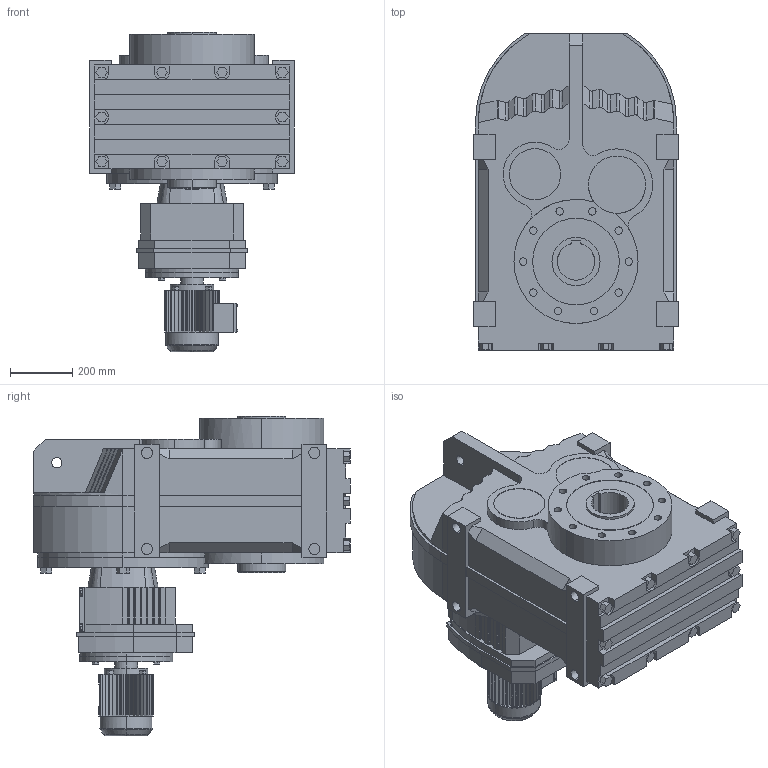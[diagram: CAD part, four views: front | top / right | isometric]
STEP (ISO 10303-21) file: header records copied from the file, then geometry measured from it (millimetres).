
FILE_DESCRIPTION(('Open CASCADE Model'),'2;1');
FILE_NAME('Open CASCADE Shape Model','2019-08-22T18:57:19',('Author'),( 'Open CASCADE'),'Open CASCADE STEP processor 6.3','Open CASCADE 6.3' ,'Unknown');
FILE_SCHEMA(('AUTOMOTIVE_DESIGN_CC2 { 1 2 10303 214 -1 1 5 4 }'));
Length unit declared in the file: millimetre
Products named in the file (5): 1_FA157R97-Y80M; FA27‵157_157.step; 萇儂_300_Y80M.step; R_157_97.step; す瑩諾陑粣F_157.step
Assembly tree (4 placements, depth 2):
  1_FA157R97-Y80M
    FA27‵157_157.step
    萇儂_300_Y80M.step
    R_157_97.step
    す瑩諾陑粣F_157.step
Bounding box: 660 x 1021 x 1030 mm (x, y, z)
Volume: 249045997.9 mm3; surface area: 4947887.1 mm2
Topology: 4 solids, 4 shells, 1032 faces, 2743 edges, 1794 vertices
Faces by surface type: plane 755, cylinder 247, bspline 16, cone 10, torus 4
Entity records: 69247 total; most frequent: CARTESIAN_POINT 16300, DIRECTION 9320, ORIENTED_EDGE 5486, PCURVE 5486, DEFINITIONAL_REPRESENTATION 5486, LINE 5469, VECTOR 5469, EDGE_CURVE 2743
